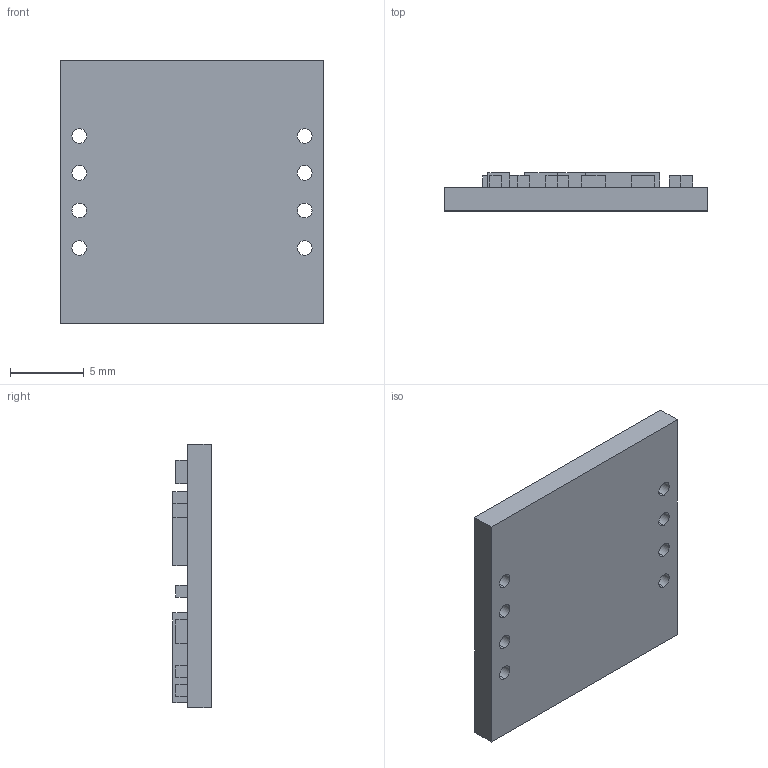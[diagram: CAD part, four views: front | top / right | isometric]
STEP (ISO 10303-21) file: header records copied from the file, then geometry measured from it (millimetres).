
FILE_DESCRIPTION (( 'STEP AP214' ), '1' );
FILE_NAME ('mpu6050.STEP', '2024-09-13T14:19:14', ( '' ), ( '' ), 'SwSTEP 2.0', 'SolidWorks 2020', '' );
FILE_SCHEMA (( 'AUTOMOTIVE_DESIGN' ));
Length unit declared in the file: millimetre
Products named in the file (1): mpu6050
Bounding box: 17.8 x 2.6 x 17.8 mm (x, y, z)
Volume: 579.2 mm3; surface area: 893 mm2
Topology: 1 solids, 1 shells, 112 faces, 276 edges, 184 vertices
Faces by surface type: plane 96, cylinder 16
Entity records: 4515 total; most frequent: CARTESIAN_POINT 573, ORIENTED_EDGE 552, DIRECTION 534, EDGE_CURVE 276, LINE 244, VECTOR 244, VERTEX_POINT 184, EDGE_LOOP 146
